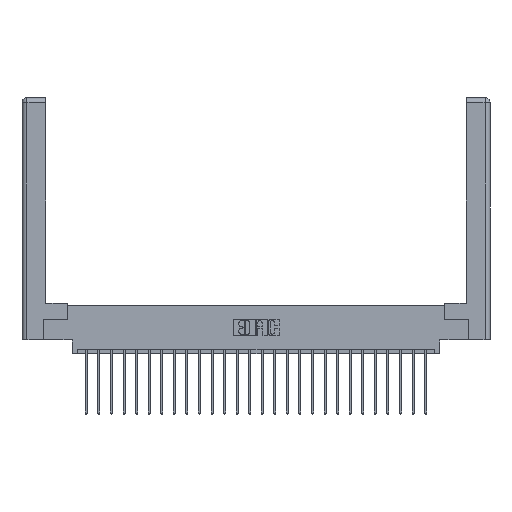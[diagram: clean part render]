
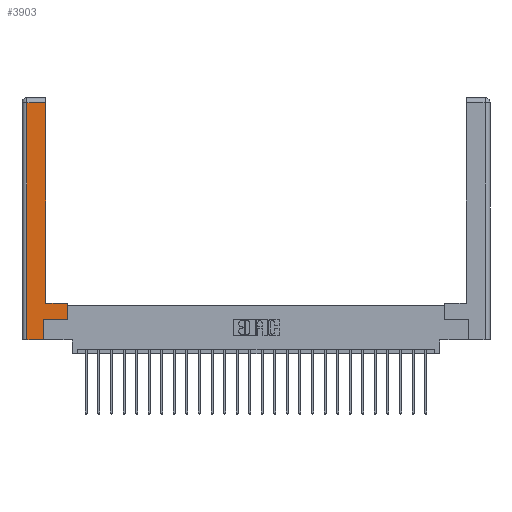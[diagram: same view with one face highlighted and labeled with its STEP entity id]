
A CAD part, top view. The second image highlights one B-rep face of the part: STEP entity #3903.
In plain terms, the highlighted planar face has unit normal (0, 0, 1).
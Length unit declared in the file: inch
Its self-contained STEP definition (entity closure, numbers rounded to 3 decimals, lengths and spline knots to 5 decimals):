
#373 = LINE ( 'NONE', #22438, #21325 ) ;
#887 = VECTOR ( 'NONE', #21263, 39.37008 ) ;
#1715 = LINE ( 'NONE', #4760, #5833 ) ;
#3037 = CARTESIAN_POINT ( 'NONE',  ( 0.295, 2.94, 0. ) ) ;
#3059 = CARTESIAN_POINT ( 'NONE',  ( 0.265, 0., 0. ) ) ;
#3098 = LINE ( 'NONE', #16850, #5326 ) ;
#3291 = EDGE_CURVE ( 'NONE', #15710, #22554, #13579, .T. ) ;
#3570 = VECTOR ( 'NONE', #11391, 39.37008 ) ;
#3903 = ADVANCED_FACE ( 'NONE', ( #8483 ), #6569, .F. ) ;
#4280 = ORIENTED_EDGE ( 'NONE', *, *, #22700, .T. ) ;
#4591 = EDGE_CURVE ( 'NONE', #15593, #15710, #20518, .T. ) ;
#4760 = CARTESIAN_POINT ( 'NONE',  ( 0.565, 0.45, 0. ) ) ;
#5198 = DIRECTION ( 'NONE',  ( 1., 0., 0. ) ) ;
#5207 = EDGE_CURVE ( 'NONE', #9208, #7470, #1715, .T. ) ;
#5326 = VECTOR ( 'NONE', #12755, 39.37008 ) ;
#5833 = VECTOR ( 'NONE', #9096, 39.37008 ) ;
#6190 = CARTESIAN_POINT ( 'NONE',  ( 0.265, 0.245, 0. ) ) ;
#6409 = DIRECTION ( 'NONE',  ( 0., 1., 0. ) ) ;
#6569 = PLANE ( 'NONE',  #11808 ) ;
#7190 = CARTESIAN_POINT ( 'NONE',  ( 0.295, 0.45, 0. ) ) ;
#7470 = VERTEX_POINT ( 'NONE', #21914 ) ;
#7658 = VERTEX_POINT ( 'NONE', #24817 ) ;
#7706 = ORIENTED_EDGE ( 'NONE', *, *, #24361, .T. ) ;
#7756 = CARTESIAN_POINT ( 'NONE',  ( 0.265, 0.245, 0. ) ) ;
#7912 = ORIENTED_EDGE ( 'NONE', *, *, #26257, .T. ) ;
#8177 = VERTEX_POINT ( 'NONE', #6190 ) ;
#8355 = LINE ( 'NONE', #7190, #3570 ) ;
#8483 = FACE_OUTER_BOUND ( 'NONE', #11723, .T. ) ;
#9096 = DIRECTION ( 'NONE',  ( 0., 1., 0. ) ) ;
#9148 = DIRECTION ( 'NONE',  ( -1., 0., 0. ) ) ;
#9208 = VERTEX_POINT ( 'NONE', #15026 ) ;
#10505 = EDGE_CURVE ( 'NONE', #7658, #15593, #373, .T. ) ;
#10927 = ORIENTED_EDGE ( 'NONE', *, *, #3291, .T. ) ;
#11391 = DIRECTION ( 'NONE',  ( -1., 0., 0. ) ) ;
#11683 = VERTEX_POINT ( 'NONE', #17980 ) ;
#11723 = EDGE_LOOP ( 'NONE', ( #14331, #21088, #10927, #7706, #23028, #4280, #14632, #7912 ) ) ;
#11808 = AXIS2_PLACEMENT_3D ( 'NONE', #20812, #22872, #9148 ) ;
#12755 = DIRECTION ( 'NONE',  ( 1., 0., 0. ) ) ;
#13043 = DIRECTION ( 'NONE',  ( -1., 0., 0. ) ) ;
#13485 = EDGE_CURVE ( 'NONE', #11683, #8177, #16758, .T. ) ;
#13579 = LINE ( 'NONE', #19325, #887 ) ;
#14331 = ORIENTED_EDGE ( 'NONE', *, *, #10505, .T. ) ;
#14632 = ORIENTED_EDGE ( 'NONE', *, *, #5207, .T. ) ;
#15026 = CARTESIAN_POINT ( 'NONE',  ( 0.565, 0.245, 0. ) ) ;
#15593 = VERTEX_POINT ( 'NONE', #3037 ) ;
#15710 = VERTEX_POINT ( 'NONE', #21969 ) ;
#16758 = LINE ( 'NONE', #7756, #22816 ) ;
#16850 = CARTESIAN_POINT ( 'NONE',  ( 0.565, 0.245, 0. ) ) ;
#17685 = LINE ( 'NONE', #3059, #19580 ) ;
#17980 = CARTESIAN_POINT ( 'NONE',  ( 0.265, 0., 0. ) ) ;
#19325 = CARTESIAN_POINT ( 'NONE',  ( 0.0615, 0., 0. ) ) ;
#19580 = VECTOR ( 'NONE', #5198, 39.37008 ) ;
#20518 = LINE ( 'NONE', #25303, #25919 ) ;
#20812 = CARTESIAN_POINT ( 'NONE',  ( 0., 0., 0. ) ) ;
#21088 = ORIENTED_EDGE ( 'NONE', *, *, #4591, .T. ) ;
#21263 = DIRECTION ( 'NONE',  ( 0., -1., 0. ) ) ;
#21325 = VECTOR ( 'NONE', #6409, 39.37008 ) ;
#21801 = DIRECTION ( 'NONE',  ( 0., 1., 0. ) ) ;
#21914 = CARTESIAN_POINT ( 'NONE',  ( 0.565, 0.45, 0. ) ) ;
#21969 = CARTESIAN_POINT ( 'NONE',  ( 0.0615, 2.94, 0. ) ) ;
#22438 = CARTESIAN_POINT ( 'NONE',  ( 0.295, 3., 0. ) ) ;
#22554 = VERTEX_POINT ( 'NONE', #25363 ) ;
#22700 = EDGE_CURVE ( 'NONE', #8177, #9208, #3098, .T. ) ;
#22816 = VECTOR ( 'NONE', #21801, 39.37008 ) ;
#22872 = DIRECTION ( 'NONE',  ( 0., 0., -1. ) ) ;
#23028 = ORIENTED_EDGE ( 'NONE', *, *, #13485, .T. ) ;
#24361 = EDGE_CURVE ( 'NONE', #22554, #11683, #17685, .T. ) ;
#24817 = CARTESIAN_POINT ( 'NONE',  ( 0.295, 0.45, 0. ) ) ;
#25303 = CARTESIAN_POINT ( 'NONE',  ( 0.0615, 2.94, 0. ) ) ;
#25363 = CARTESIAN_POINT ( 'NONE',  ( 0.0615, 0., 0. ) ) ;
#25919 = VECTOR ( 'NONE', #13043, 39.37008 ) ;
#26257 = EDGE_CURVE ( 'NONE', #7470, #7658, #8355, .T. ) ;
